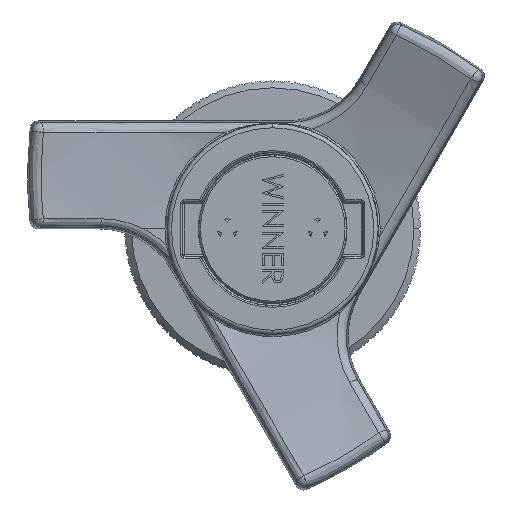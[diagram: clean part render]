
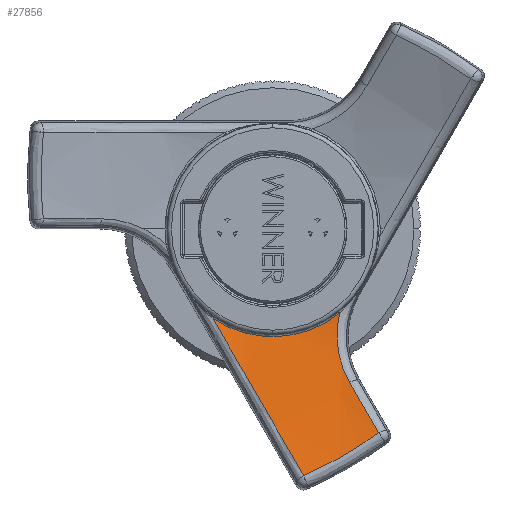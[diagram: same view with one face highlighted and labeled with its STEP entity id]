
A CAD part, left-side view. The second image highlights one B-rep face of the part: STEP entity #27856.
In plain terms, the highlighted spherical face has radius 70 mm.
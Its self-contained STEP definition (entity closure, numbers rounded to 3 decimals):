
#4170 = VERTEX_POINT ( 'NONE', #16418 ) ;
#4176 = VERTEX_POINT ( 'NONE', #16424 ) ;
#4178 = VERTEX_POINT ( 'NONE', #16428 ) ;
#4183 = VERTEX_POINT ( 'NONE', #16438 ) ;
#4185 = VERTEX_POINT ( 'NONE', #16442 ) ;
#16418 = CARTESIAN_POINT ( 'NONE',  ( -42.337, 7.053, -10.597 ) ) ;
#16424 = CARTESIAN_POINT ( 'NONE',  ( -42.337, -7.927, -9.961 ) ) ;
#16428 = CARTESIAN_POINT ( 'NONE',  ( -44.179, -9.091, -18.152 ) ) ;
#16438 = CARTESIAN_POINT ( 'NONE',  ( -47.651, -3.676, -29.186 ) ) ;
#16442 = CARTESIAN_POINT ( 'NONE',  ( -46.649, -12.52, -24.09 ) ) ;
#27856 = ADVANCED_FACE ( 'NONE', ( #50717 ), #50712, .F. ) ;
#29981 = CARTESIAN_POINT ( 'NONE',  ( -47.651, -3.676, -29.186 ) ) ;
#30018 = CARTESIAN_POINT ( 'NONE',  ( -44.179, -9.091, -18.152 ) ) ;
#30019 = CARTESIAN_POINT ( 'NONE',  ( -43.967, -8.741, -17.548 ) ) ;
#30023 = CARTESIAN_POINT ( 'NONE',  ( -43.766, -8.449, -16.908 ) ) ;
#30024 = CARTESIAN_POINT ( 'NONE',  ( -43.394, -7.991, -15.592 ) ) ;
#30025 = CARTESIAN_POINT ( 'NONE',  ( -43.222, -7.824, -14.913 ) ) ;
#30026 = CARTESIAN_POINT ( 'NONE',  ( -42.985, -7.67, -13.86 ) ) ;
#30027 = CARTESIAN_POINT ( 'NONE',  ( -42.91, -7.636, -13.504 ) ) ;
#30028 = CARTESIAN_POINT ( 'NONE',  ( -42.769, -7.601, -12.795 ) ) ;
#30029 = CARTESIAN_POINT ( 'NONE',  ( -42.704, -7.601, -12.441 ) ) ;
#30030 = CARTESIAN_POINT ( 'NONE',  ( -42.583, -7.634, -11.732 ) ) ;
#30031 = CARTESIAN_POINT ( 'NONE',  ( -42.527, -7.668, -11.377 ) ) ;
#30032 = CARTESIAN_POINT ( 'NONE',  ( -42.425, -7.771, -10.668 ) ) ;
#30033 = CARTESIAN_POINT ( 'NONE',  ( -42.378, -7.84, -10.311 ) ) ;
#30034 = CARTESIAN_POINT ( 'NONE',  ( -42.337, -7.927, -9.961 ) ) ;
#30035 = CARTESIAN_POINT ( 'NONE',  ( -42.337, 7.053, -10.597 ) ) ;
#30036 = CARTESIAN_POINT ( 'NONE',  ( -42.489, 6.131, -12.195 ) ) ;
#30037 = CARTESIAN_POINT ( 'NONE',  ( -42.337, 0., 0. ) ) ;
#30038 = DIRECTION ( 'NONE',  ( 1., 0., 0. ) ) ;
#30039 = DIRECTION ( 'NONE',  ( 0., 0., 1. ) ) ;
#30040 = CARTESIAN_POINT ( 'NONE',  ( -47.199, -6.783, -27.812 ) ) ;
#30041 = CARTESIAN_POINT ( 'NONE',  ( -42.715, 5.21, -13.791 ) ) ;
#30042 = CARTESIAN_POINT ( 'NONE',  ( -43.313, 3.385, -16.953 ) ) ;
#30043 = CARTESIAN_POINT ( 'NONE',  ( -43.686, 2.478, -18.524 ) ) ;
#30044 = CARTESIAN_POINT ( 'NONE',  ( -45.022, -0.22, -23.198 ) ) ;
#30045 = CARTESIAN_POINT ( 'NONE',  ( -46.195, -1.971, -26.233 ) ) ;
#30046 = CARTESIAN_POINT ( 'NONE',  ( -47.651, -3.676, -29.186 ) ) ;
#30047 = CARTESIAN_POINT ( 'NONE',  ( -45.707, -11.399, -22.149 ) ) ;
#30048 = CARTESIAN_POINT ( 'NONE',  ( -46.649, -12.52, -24.09 ) ) ;
#30049 = CARTESIAN_POINT ( 'NONE',  ( -46.864, -9.754, -26.103 ) ) ;
#30050 = CARTESIAN_POINT ( 'NONE',  ( -46.649, -12.52, -24.09 ) ) ;
#30053 = CARTESIAN_POINT ( 'NONE',  ( -44.882, -10.254, -20.167 ) ) ;
#30054 = CARTESIAN_POINT ( 'NONE',  ( -44.179, -9.091, -18.152 ) ) ;
#30821 = CIRCLE ( 'NONE', #56806, 12.73 ) ;
#32729 = ORIENTED_EDGE ( 'NONE', *, *, #39663, .T. ) ;
#32730 = ORIENTED_EDGE ( 'NONE', *, *, #39664, .T. ) ;
#32731 = ORIENTED_EDGE ( 'NONE', *, *, #39665, .T. ) ;
#32732 = ORIENTED_EDGE ( 'NONE', *, *, #39666, .T. ) ;
#32733 = ORIENTED_EDGE ( 'NONE', *, *, #39667, .T. ) ;
#39663 = EDGE_CURVE ( 'NONE', #4178, #4176, #52148, .T. ) ;
#39664 = EDGE_CURVE ( 'NONE', #4176, #4170, #30821, .T. ) ;
#39665 = EDGE_CURVE ( 'NONE', #4170, #4183, #52151, .T. ) ;
#39666 = EDGE_CURVE ( 'NONE', #4183, #4185, #52140, .T. ) ;
#39667 = EDGE_CURVE ( 'NONE', #4185, #4178, #52145, .T. ) ;
#40442 = EDGE_LOOP ( 'NONE', ( #32729, #32730, #32731, #32732, #32733 ) ) ;
#50712 = SPHERICAL_SURFACE ( 'NONE', #56183, 70. ) ;
#50717 = FACE_OUTER_BOUND ( 'NONE', #40442, .T. ) ;
#52140 = B_SPLINE_CURVE_WITH_KNOTS ( 'NONE', 3,
 ( #29981, #30040, #30049, #30050 ),
 .UNSPECIFIED., .F., .F.,
 ( 4, 4 ),
 ( 0., 0.01 ),
 .UNSPECIFIED. ) ;
#52145 = B_SPLINE_CURVE_WITH_KNOTS ( 'NONE', 3,
 ( #30048, #30047, #30053, #30054 ),
 .UNSPECIFIED., .F., .F.,
 ( 4, 4 ),
 ( 0., 0.007 ),
 .UNSPECIFIED. ) ;
#52148 = B_SPLINE_CURVE_WITH_KNOTS ( 'NONE', 3,
 ( #30018, #30019, #30023, #30024, #30025, #30026, #30027, #30028, #30029, #30030, #30031, #30032, #30033, #30034 ),
 .UNSPECIFIED., .F., .F.,
 ( 4, 2, 2, 2, 2, 2, 4 ),
 ( 0., 0.002, 0.004, 0.005, 0.007, 0.008, 0.009 ),
 .UNSPECIFIED. ) ;
#52151 = B_SPLINE_CURVE_WITH_KNOTS ( 'NONE', 3,
 ( #30035, #30036, #30041, #30042, #30043, #30044, #30045, #30046 ),
 .UNSPECIFIED., .F., .F.,
 ( 4, 2, 2, 4 ),
 ( 0.007, 0.013, 0.018, 0.029 ),
 .UNSPECIFIED. ) ;
#55257 = DIRECTION ( 'NONE',  ( 0., 0., 1. ) ) ;
#55261 = CARTESIAN_POINT ( 'NONE',  ( -111.17, 0., 0. ) ) ;
#55265 = DIRECTION ( 'NONE',  ( 0., 1., 0. ) ) ;
#56183 = AXIS2_PLACEMENT_3D ( 'NONE', #55261, #55257, #55265 ) ;
#56806 = AXIS2_PLACEMENT_3D ( 'NONE', #30037, #30038, #30039 ) ;
